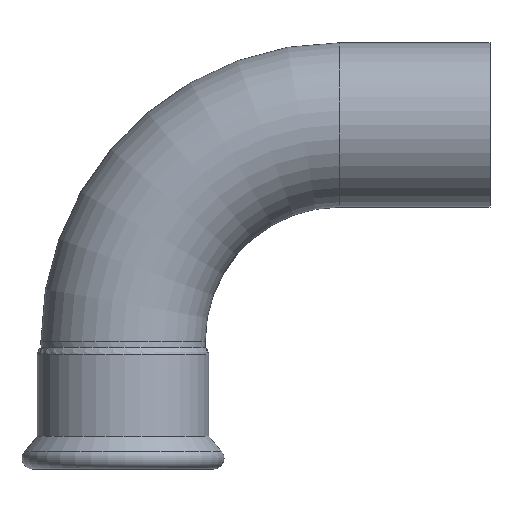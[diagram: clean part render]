
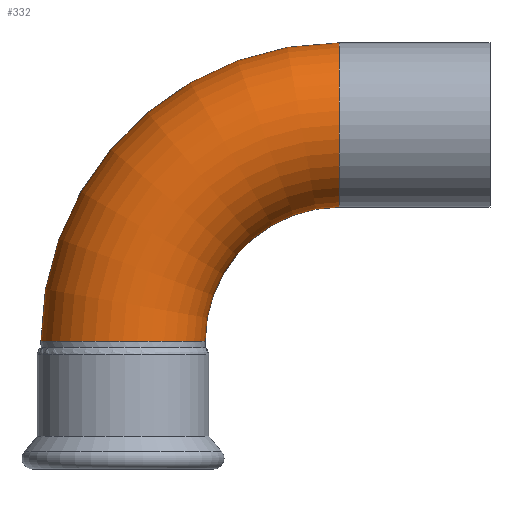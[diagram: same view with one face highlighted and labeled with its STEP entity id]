
A CAD part, top view. The second image highlights one B-rep face of the part: STEP entity #332.
In plain terms, the highlighted toroidal (fillet/blend) face has major radius 142 mm and minor radius 54 mm.
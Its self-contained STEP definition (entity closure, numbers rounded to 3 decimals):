
#24=TOROIDAL_SURFACE('',#379,142.,54.);
#33=FACE_OUTER_BOUND('',#55,.T.);
#55=EDGE_LOOP('',(#213,#214,#215,#216));
#102=CIRCLE('',#378,54.);
#103=CIRCLE('',#380,54.);
#104=CIRCLE('',#381,88.);
#137=VERTEX_POINT('',#564);
#138=VERTEX_POINT('',#568);
#165=EDGE_CURVE('',#137,#137,#102,.T.);
#166=EDGE_CURVE('',#138,#138,#103,.T.);
#167=EDGE_CURVE('',#138,#137,#104,.T.);
#213=ORIENTED_EDGE('',*,*,#166,.T.);
#214=ORIENTED_EDGE('',*,*,#167,.T.);
#215=ORIENTED_EDGE('',*,*,#165,.F.);
#216=ORIENTED_EDGE('',*,*,#167,.F.);
#332=ADVANCED_FACE('',(#33),#24,.T.);
#378=AXIS2_PLACEMENT_3D('',#566,#440,#441);
#379=AXIS2_PLACEMENT_3D('',#567,#442,#443);
#380=AXIS2_PLACEMENT_3D('',#569,#444,#445);
#381=AXIS2_PLACEMENT_3D('',#570,#446,#447);
#440=DIRECTION('center_axis',(1.,0.,0.));
#441=DIRECTION('ref_axis',(0.,-1.,0.));
#442=DIRECTION('center_axis',(0.,0.,1.));
#443=DIRECTION('ref_axis',(0.,1.,0.));
#444=DIRECTION('center_axis',(0.,1.,0.));
#445=DIRECTION('ref_axis',(0.,0.,-1.));
#446=DIRECTION('center_axis',(0.,0.,-1.));
#447=DIRECTION('ref_axis',(0.,1.,0.));
#564=CARTESIAN_POINT('',(142.,-54.,0.));
#566=CARTESIAN_POINT('Origin',(142.,0.,0.));
#567=CARTESIAN_POINT('Origin',(142.,-142.,0.));
#568=CARTESIAN_POINT('',(54.,-142.,0.));
#569=CARTESIAN_POINT('Origin',(0.,-142.,0.));
#570=CARTESIAN_POINT('Origin',(142.,-142.,0.));
